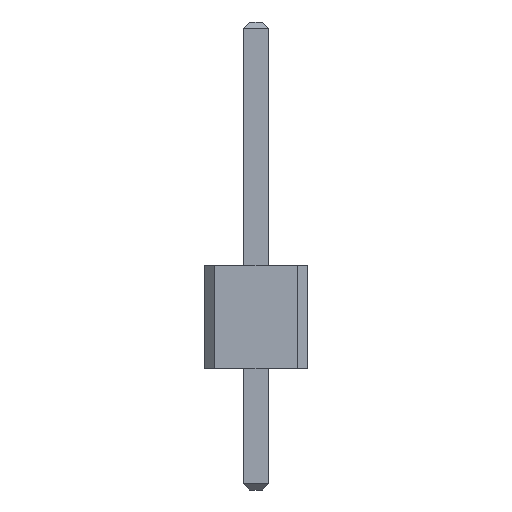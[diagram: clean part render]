
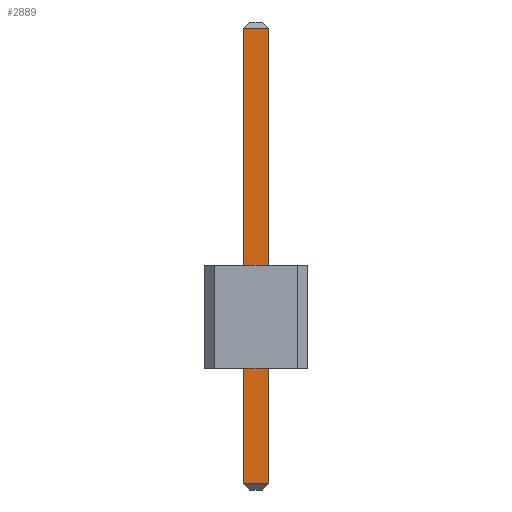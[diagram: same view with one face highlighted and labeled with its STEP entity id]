
A CAD part, front view. The second image highlights one B-rep face of the part: STEP entity #2889.
In plain terms, the highlighted planar face has unit normal (0, -1, 0).
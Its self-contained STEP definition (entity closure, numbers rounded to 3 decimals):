
#13=DIRECTION('',(0.,0.,1.));
#27=VECTOR('',#13,1.);
#67=DIRECTION('',(1.,0.,0.));
#1352=VECTOR('',#67,1.);
#1363=DIRECTION('',(0.,1.,0.));
#2866=EDGE_CURVE('',#2867,#2869,#2871,.T.);
#2867=VERTEX_POINT('',#2868);
#2868=CARTESIAN_POINT('',(-0.32,-56.2,-2.84));
#2869=VERTEX_POINT('',#2870);
#2870=CARTESIAN_POINT('',(-0.32,-56.2,8.38));
#2871=LINE('',#2872,#27);
#2872=CARTESIAN_POINT('',(-0.32,-56.2,-3.));
#2889=ADVANCED_FACE('',(#2890),#2907,.F.);
#2890=FACE_BOUND('',#2891,.F.);
#2891=EDGE_LOOP('',(#2892,#2900,#2903,#2904));
#2892=ORIENTED_EDGE('',*,*,#2893,.F.);
#2893=EDGE_CURVE('',#2894,#2896,#2898,.T.);
#2894=VERTEX_POINT('',#2895);
#2895=CARTESIAN_POINT('',(0.32,-56.2,-2.84));
#2896=VERTEX_POINT('',#2897);
#2897=CARTESIAN_POINT('',(0.32,-56.2,8.38));
#2898=LINE('',#2899,#27);
#2899=CARTESIAN_POINT('',(0.32,-56.2,-3.));
#2900=ORIENTED_EDGE('',*,*,#2901,.F.);
#2901=EDGE_CURVE('',#2867,#2894,#2902,.T.);
#2902=LINE('',#2868,#1352);
#2903=ORIENTED_EDGE('',*,*,#2866,.T.);
#2904=ORIENTED_EDGE('',*,*,#2905,.T.);
#2905=EDGE_CURVE('',#2869,#2896,#2906,.T.);
#2906=LINE('',#2870,#1352);
#2907=PLANE('',#2908);
#2908=AXIS2_PLACEMENT_3D('',#2872,#1363,#13);
